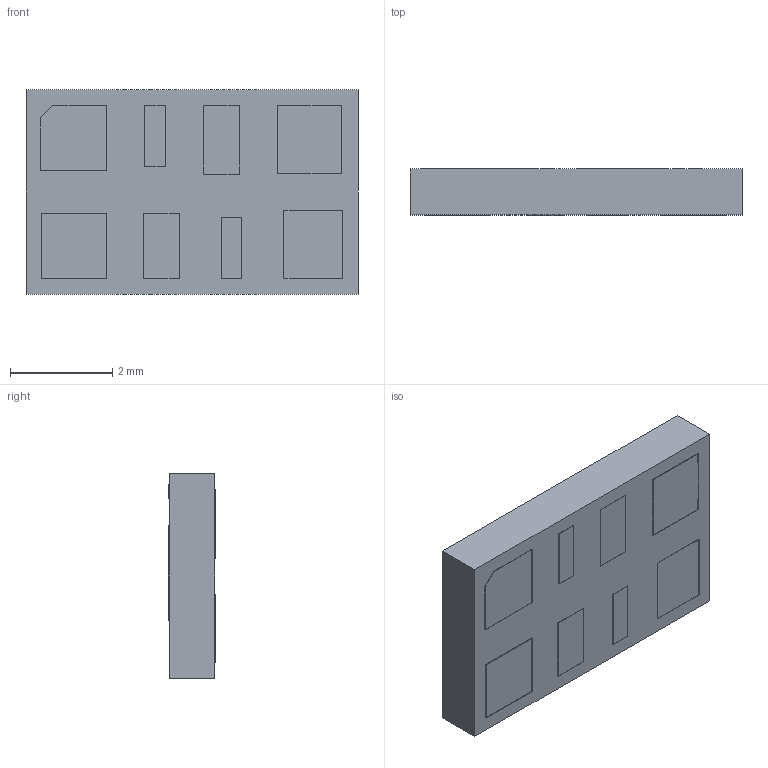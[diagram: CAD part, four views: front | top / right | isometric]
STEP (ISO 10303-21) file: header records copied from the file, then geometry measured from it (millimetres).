
FILE_DESCRIPTION (( 'STEP AP214' ), '1' );
FILE_NAME ('TBU-PL.STEP', '2022-04-26T13:54:13', ( '' ), ( '' ), 'SwSTEP 2.0', 'SolidWorks 2021', '' );
FILE_SCHEMA (( 'AUTOMOTIVE_DESIGN' ));
Length unit declared in the file: millimetre
Products named in the file (1): TBU-PL
Bounding box: 6.5 x 0.92 x 4 mm (x, y, z)
Volume: 23.4 mm3; surface area: 71.6 mm2
Topology: 1 solids, 1 shells, 194 faces, 510 edges, 340 vertices
Faces by surface type: plane 182, bspline 12
Entity records: 6820 total; most frequent: CARTESIAN_POINT 1841, ORIENTED_EDGE 1020, DIRECTION 852, EDGE_CURVE 510, VECTOR 486, LINE 486, VERTEX_POINT 340, EDGE_LOOP 216
